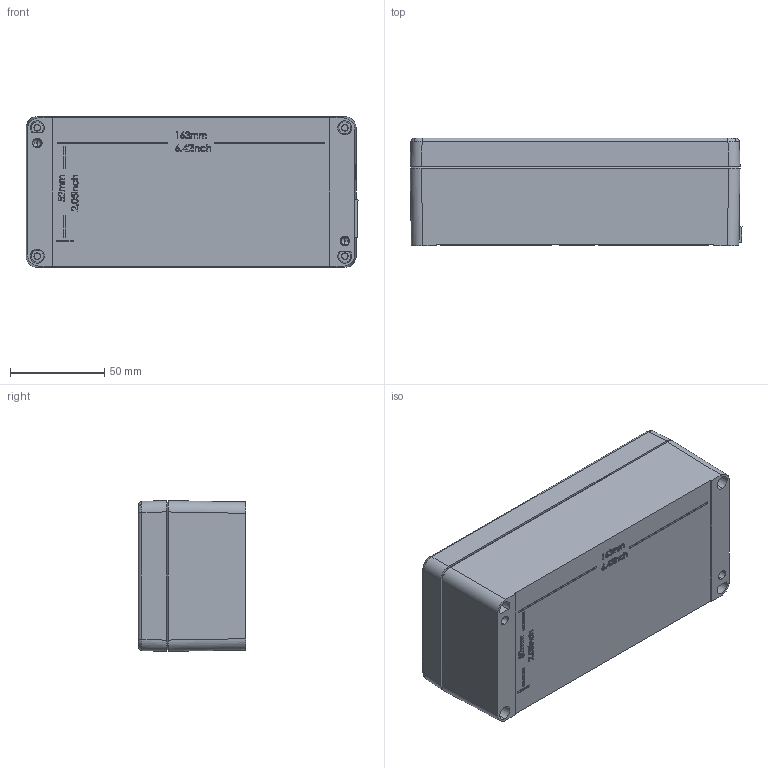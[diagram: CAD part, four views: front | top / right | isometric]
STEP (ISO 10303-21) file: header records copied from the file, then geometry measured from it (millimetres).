
FILE_DESCRIPTION (( 'STEP AP214' ), '1' );
FILE_NAME ('25081806.STEP', '2012-06-13T14:05:50', ( ' ' ), ( '' ), 'SwSTEP 2.0', 'SolidWorks 2011', '' );
FILE_SCHEMA (( 'AUTOMOTIVE_DESIGN' ));
Products named in the file (13): 92441; 95026; 83171; 92081; 01081806_Ex Ausführung; 82013; 93132; 02017_without Radien; 01017; 25081806
Assembly tree (12 placements, depth 3):
  25081806
    92441
    83171
    92081
    01081806_Ex Ausführung
      93132
      93132
      82013
      93132
      01017
      93132
      02017_without Radien
    95026
Bounding box: 176.02 x 57 x 80 mm (x, y, z)
Volume: 199443.6 mm3; surface area: 121222.4 mm2
Topology: 11 solids, 11 shells, 1149 faces, 2872 edges, 1847 vertices
Faces by surface type: plane 537, bspline 302, cylinder 161, cone 137, torus 12
Entity records: 52063 total; most frequent: CARTESIAN_POINT 26555, ORIENTED_EDGE 5716, DIRECTION 4148, EDGE_CURVE 2858, VERTEX_POINT 1847, VECTOR 1466, LINE 1466, AXIS2_PLACEMENT_3D 1341
